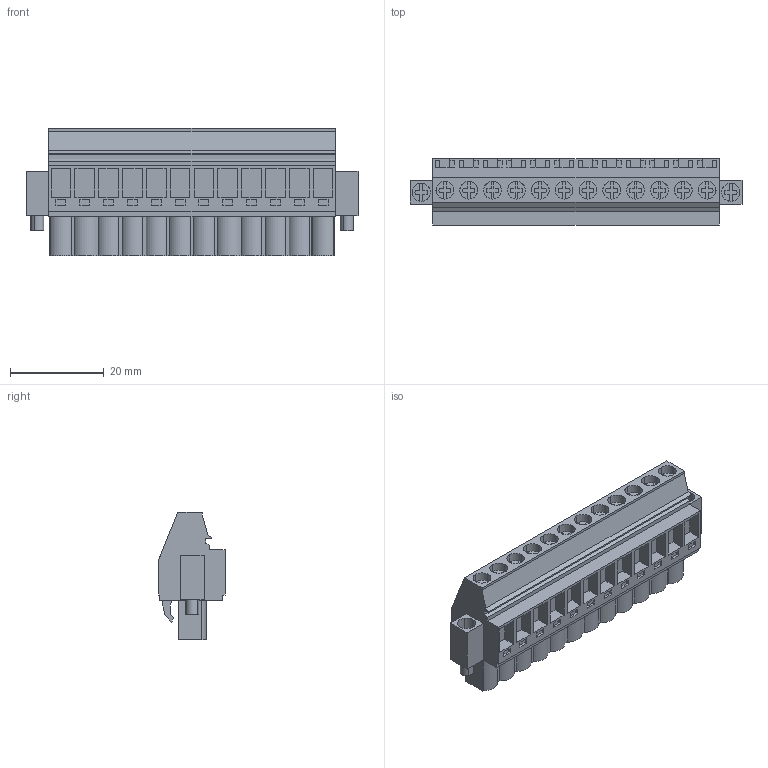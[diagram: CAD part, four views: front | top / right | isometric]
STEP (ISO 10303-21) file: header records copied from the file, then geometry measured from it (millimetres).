
FILE_DESCRIPTION(('CATIA V5 STEP','CAx-IF Rec.Pracs.--- Model Styling and Organization---1.2---2011-12-15'),'2;1');
FILE_NAME ('D1460193_0_1950690000_1950690000.stp','2017-09-09T08:13:39+00:00',('none'),('Weidmueller'),'CATIA Version 5-6 Release 2014','CATIA V5 STEP AP214','none');
FILE_SCHEMA(('AUTOMOTIVE_DESIGN { 1 0 10303 214 1 1 1 1 }'));
Length unit declared in the file: millimetre
Products named in the file (1): 1950690000
Bounding box: 70.76 x 14.1 x 27.1 mm (x, y, z)
Volume: 14254.2 mm3; surface area: 8909.1 mm2
Topology: 15 solids, 15 shells, 842 faces, 2340 edges, 1583 vertices
Faces by surface type: plane 714, cylinder 126, extrusion 2
Entity records: 24711 total; most frequent: ORIENTED_EDGE 4680, CARTESIAN_POINT 4433, DIRECTION 3304, EDGE_CURVE 2340, VECTOR 2030, LINE 2028, VERTEX_POINT 1583, EDGE_LOOP 903
